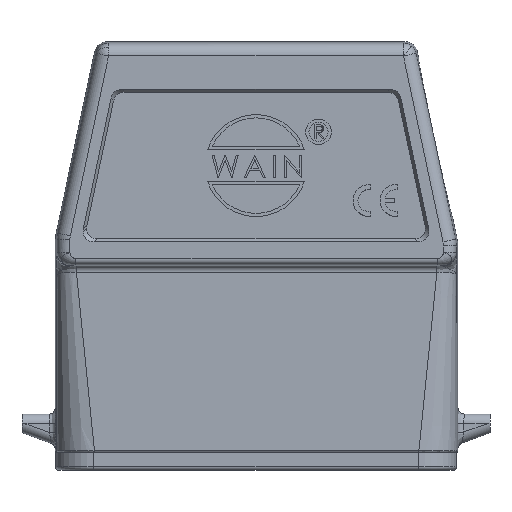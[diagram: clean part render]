
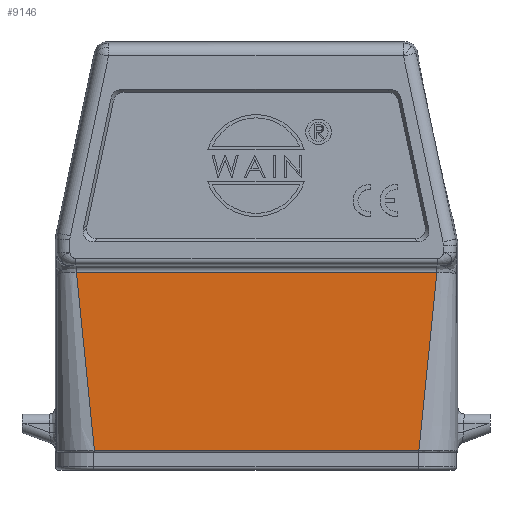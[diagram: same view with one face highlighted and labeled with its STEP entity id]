
A CAD part, top view. The second image highlights one B-rep face of the part: STEP entity #9146.
In plain terms, the highlighted planar face has unit normal (0, 0, 1).
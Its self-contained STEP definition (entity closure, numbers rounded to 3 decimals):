
#591=DIRECTION('',(0.101,-0.995,0.));
#592=VECTOR('',#591,28.101);
#593=CARTESIAN_POINT('',(-28.203,34.519,14.75));
#594=LINE('',#593,#592);
#595=DIRECTION('',(0.101,0.995,0.));
#596=VECTOR('',#595,28.101);
#597=CARTESIAN_POINT('',(25.582,6.561,14.75));
#598=LINE('',#597,#596);
#613=CARTESIAN_POINT('',(-25.377,6.561,14.75));
#804=DIRECTION('',(-1.,0.,0.));
#805=VECTOR('',#804,50.959);
#806=CARTESIAN_POINT('',(25.582,6.561,14.75));
#807=LINE('',#806,#805);
#5700=DIRECTION('',(1.,0.,0.));
#5701=VECTOR('',#5700,56.612);
#5702=CARTESIAN_POINT('',(-28.203,34.519,14.75));
#5703=LINE('',#5702,#5701);
#7329=CARTESIAN_POINT('',(-28.203,34.519,14.75));
#7331=VERTEX_POINT('',#7329);
#7334=CARTESIAN_POINT('',(28.409,34.519,14.75));
#7335=VERTEX_POINT('',#7334);
#7386=VERTEX_POINT('',#613);
#7387=CARTESIAN_POINT('',(25.582,6.561,14.75));
#7388=VERTEX_POINT('',#7387);
#9132=CARTESIAN_POINT('',(-31.5,6.261,14.75));
#9133=DIRECTION('',(0.,0.,1.));
#9134=DIRECTION('',(1.,0.,0.));
#9135=AXIS2_PLACEMENT_3D('',#9132,#9133,#9134);
#9136=PLANE('',#9135);
#9138=ORIENTED_EDGE('',*,*,#9137,.F.);
#9140=ORIENTED_EDGE('',*,*,#9139,.T.);
#9141=ORIENTED_EDGE('',*,*,#9118,.F.);
#9143=ORIENTED_EDGE('',*,*,#9142,.T.);
#9144=EDGE_LOOP('',(#9138,#9140,#9141,#9143));
#9145=FACE_OUTER_BOUND('',#9144,.F.);
#9146=ADVANCED_FACE('',(#9145),#9136,.T.);
#9118=EDGE_CURVE('',#7388,#7335,#598,.T.);
#9137=EDGE_CURVE('',#7331,#7386,#594,.T.);
#9139=EDGE_CURVE('',#7331,#7335,#5703,.T.);
#9142=EDGE_CURVE('',#7388,#7386,#807,.T.);
